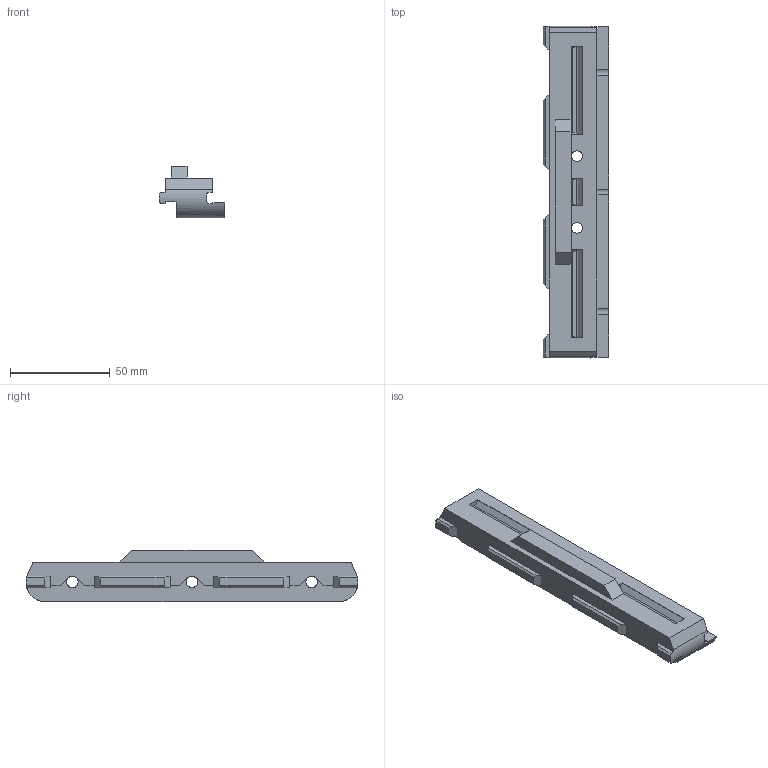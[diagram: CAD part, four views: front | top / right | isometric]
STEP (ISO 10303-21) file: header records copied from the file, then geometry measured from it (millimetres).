
FILE_DESCRIPTION(('FreeCAD Model'),'2;1');
FILE_NAME('Open CASCADE Shape Model','2024-12-04T19:57:18',('Author'),( ''),'Open CASCADE STEP processor 7.7','FreeCAD','Unknown');
FILE_SCHEMA(('AUTOMOTIVE_DESIGN { 1 0 10303 214 1 1 1 1 }'));
Length unit declared in the file: millimetre
Products named in the file (1): Body001
Bounding box: 33 x 166.47 x 26 mm (x, y, z)
Volume: 75904.3 mm3; surface area: 21473.8 mm2
Topology: 1 solids, 2 shells, 138 faces, 405 edges, 266 vertices
Faces by surface type: plane 126, cylinder 12
Full cylindrical faces by diameter (mm): 5.4 x2, 5.8 x3
Entity records: 4585 total; most frequent: CARTESIAN_POINT 815, ORIENTED_EDGE 811, DIRECTION 752, EDGE_CURVE 405, LINE 326, VECTOR 326, VERTEX_POINT 266, AXIS2_PLACEMENT_3D 213
